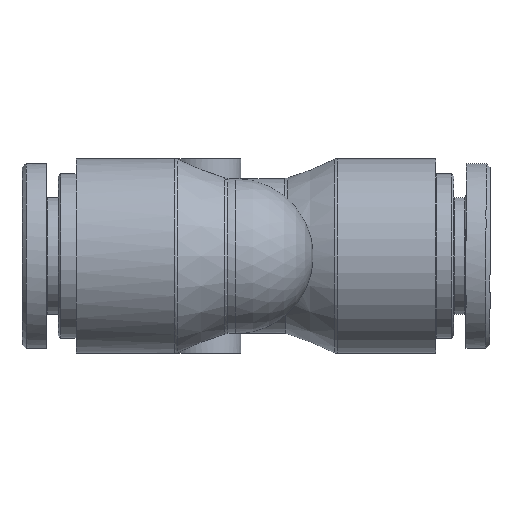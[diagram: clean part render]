
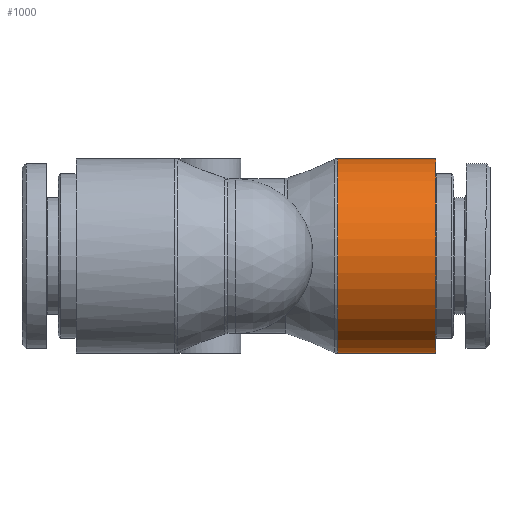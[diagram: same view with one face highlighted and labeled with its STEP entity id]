
A CAD part, left-side view. The second image highlights one B-rep face of the part: STEP entity #1000.
In plain terms, the highlighted cylindrical face has radius 9.75 mm (diameter 19.5 mm), a full revolution.
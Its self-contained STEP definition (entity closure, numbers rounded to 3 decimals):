
#926=CARTESIAN_POINT('',(9.75,-11.193,0.));
#927=VERTEX_POINT('',#926);
#928=CARTESIAN_POINT('',(0.,-11.193,0.0));
#929=DIRECTION('',(0.0,1.0,0.0));
#930=DIRECTION('',(-1.0,0.0,0.0));
#931=AXIS2_PLACEMENT_3D('',#928,#929,#930);
#932=CIRCLE('',#931,9.75);
#933=EDGE_CURVE('',#927,#927,#932,.T.);
#981=CARTESIAN_POINT('',(0.,-16.0,0.0));
#982=DIRECTION('',(0.,-1.0,0.0));
#983=DIRECTION('',(1.0,0.0,0.0));
#984=AXIS2_PLACEMENT_3D('',#981,#982,#983);
#985=CYLINDRICAL_SURFACE('',#984,9.75);
#986=CARTESIAN_POINT('',(9.75,-21.0,0.0));
#987=VERTEX_POINT('',#986);
#988=CARTESIAN_POINT('',(0.,-21.0,0.0));
#989=DIRECTION('',(0.0,-1.0,0.0));
#990=DIRECTION('',(1.0,0.0,0.0));
#991=AXIS2_PLACEMENT_3D('',#988,#989,#990);
#992=CIRCLE('',#991,9.75);
#993=EDGE_CURVE('',#987,#987,#992,.T.);
#994=ORIENTED_EDGE('',*,*,#993,.F.);
#995=EDGE_LOOP('',(#994));
#996=FACE_OUTER_BOUND('',#995,.T.);
#997=ORIENTED_EDGE('',*,*,#933,.F.);
#998=EDGE_LOOP('',(#997));
#999=FACE_BOUND('',#998,.T.);
#1000=ADVANCED_FACE('',(#996,#999),#985,.T.);
